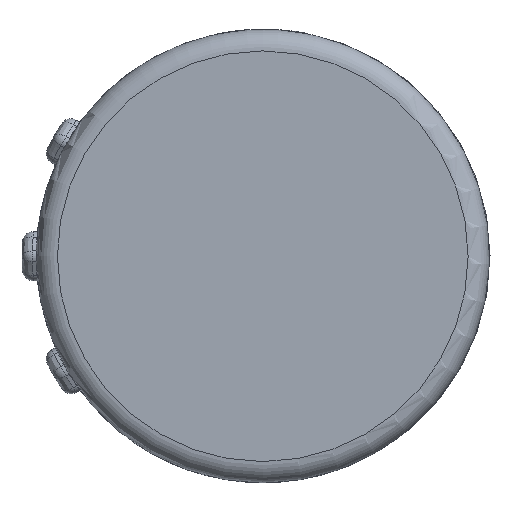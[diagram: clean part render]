
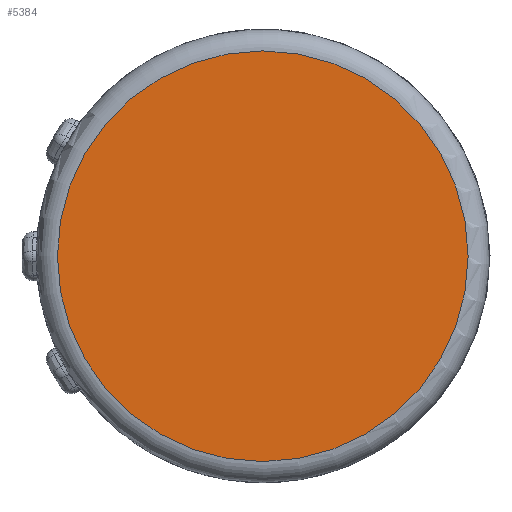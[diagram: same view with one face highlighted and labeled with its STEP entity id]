
A CAD part, front view. The second image highlights one B-rep face of the part: STEP entity #5384.
In plain terms, the highlighted planar face has unit normal (0, -1, 0).
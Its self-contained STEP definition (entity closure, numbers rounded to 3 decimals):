
#101=CIRCLE('',#5725,29.);
#595=FACE_OUTER_BOUND('',#913,.T.);
#913=EDGE_LOOP('',(#3927));
#2226=VERTEX_POINT('',#8293);
#2781=EDGE_CURVE('',#2226,#2226,#101,.T.);
#3927=ORIENTED_EDGE('',*,*,#2781,.F.);
#5181=PLANE('',#5793);
#5384=ADVANCED_FACE('',(#595),#5181,.F.);
#5725=AXIS2_PLACEMENT_3D('',#8294,#6442,#6443);
#5793=AXIS2_PLACEMENT_3D('',#8541,#6675,#6676);
#6442=DIRECTION('center_axis',(0.,1.,0.));
#6443=DIRECTION('ref_axis',(1.,0.,0.));
#6675=DIRECTION('center_axis',(0.,1.,0.));
#6676=DIRECTION('ref_axis',(1.,0.,0.));
#8293=CARTESIAN_POINT('',(0.,-2.,46.229));
#8294=CARTESIAN_POINT('Origin',(0.,-2.,17.229));
#8541=CARTESIAN_POINT('Origin',(0.,-2.,17.229));
